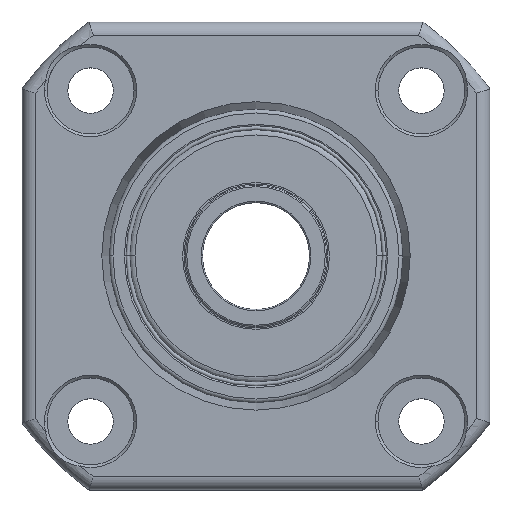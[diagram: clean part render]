
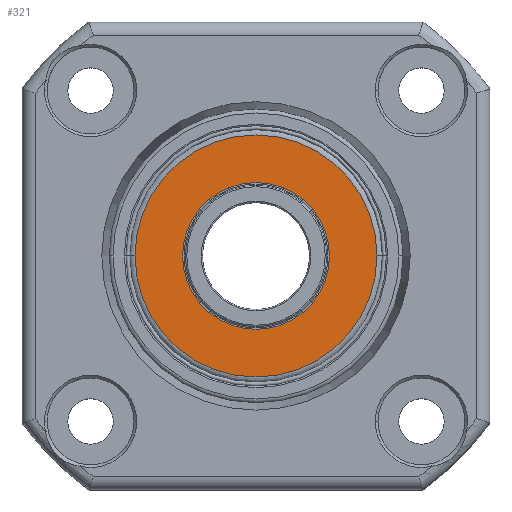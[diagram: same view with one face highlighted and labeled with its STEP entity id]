
A CAD part, top view. The second image highlights one B-rep face of the part: STEP entity #321.
In plain terms, the highlighted face is planar.
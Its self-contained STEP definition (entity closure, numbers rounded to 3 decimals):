
#321 = ADVANCED_FACE ( 'NONE', ( #641, #5962 ), #6737, .F. ) ;
#448 = ORIENTED_EDGE ( 'NONE', *, *, #6609, .T. ) ;
#499 = AXIS2_PLACEMENT_3D ( 'NONE', #3031, #6685, #3533 ) ;
#612 = CARTESIAN_POINT ( 'NONE',  ( 3.4, 0., -9.052 ) ) ;
#641 = FACE_BOUND ( 'NONE', #4680, .T. ) ;
#1164 = EDGE_LOOP ( 'NONE', ( #5872, #3046 ) ) ;
#1233 = ORIENTED_EDGE ( 'NONE', *, *, #4693, .T. ) ;
#1299 = VERTEX_POINT ( 'NONE', #2174 ) ;
#1300 = DIRECTION ( 'NONE',  ( 0., 0., -1. ) ) ;
#1961 = CIRCLE ( 'NONE', #499, 5.49 ) ;
#1979 = CARTESIAN_POINT ( 'NONE',  ( 3.4, 0., 0. ) ) ;
#2122 = VERTEX_POINT ( 'NONE', #5023 ) ;
#2174 = CARTESIAN_POINT ( 'NONE',  ( 3.4, 0., -5.49 ) ) ;
#2333 = DIRECTION ( 'NONE',  ( -1., 0., 0. ) ) ;
#2378 = DIRECTION ( 'NONE',  ( -1., 0., 0. ) ) ;
#2530 = DIRECTION ( 'NONE',  ( 0., 0., 1. ) ) ;
#2848 = VERTEX_POINT ( 'NONE', #5117 ) ;
#3031 = CARTESIAN_POINT ( 'NONE',  ( 3.4, 0., 0. ) ) ;
#3038 = CARTESIAN_POINT ( 'NONE',  ( 3.4, 0., 0. ) ) ;
#3046 = ORIENTED_EDGE ( 'NONE', *, *, #4907, .F. ) ;
#3064 = CIRCLE ( 'NONE', #6316, 9.052 ) ;
#3533 = DIRECTION ( 'NONE',  ( 0., 0., 1. ) ) ;
#3537 = DIRECTION ( 'NONE',  ( 0., 0., 1. ) ) ;
#3876 = AXIS2_PLACEMENT_3D ( 'NONE', #4495, #2378, #1300 ) ;
#4495 = CARTESIAN_POINT ( 'NONE',  ( 3.4, 0., -5.49 ) ) ;
#4680 = EDGE_LOOP ( 'NONE', ( #1233, #448 ) ) ;
#4693 = EDGE_CURVE ( 'NONE', #2122, #1299, #6415, .T. ) ;
#4907 = EDGE_CURVE ( 'NONE', #5020, #2848, #6838, .T. ) ;
#5020 = VERTEX_POINT ( 'NONE', #612 ) ;
#5023 = CARTESIAN_POINT ( 'NONE',  ( 3.4, 0., 5.49 ) ) ;
#5117 = CARTESIAN_POINT ( 'NONE',  ( 3.4, 0., 9.052 ) ) ;
#5205 = EDGE_CURVE ( 'NONE', #2848, #5020, #3064, .T. ) ;
#5501 = AXIS2_PLACEMENT_3D ( 'NONE', #1979, #5699, #2530 ) ;
#5503 = CARTESIAN_POINT ( 'NONE',  ( 3.4, 0., 0. ) ) ;
#5699 = DIRECTION ( 'NONE',  ( -1., 0., 0. ) ) ;
#5751 = AXIS2_PLACEMENT_3D ( 'NONE', #3038, #6692, #3537 ) ;
#5872 = ORIENTED_EDGE ( 'NONE', *, *, #5205, .F. ) ;
#5962 = FACE_OUTER_BOUND ( 'NONE', #1164, .T. ) ;
#6054 = DIRECTION ( 'NONE',  ( 0., 0., 1. ) ) ;
#6316 = AXIS2_PLACEMENT_3D ( 'NONE', #5503, #2333, #6054 ) ;
#6415 = CIRCLE ( 'NONE', #5501, 5.49 ) ;
#6609 = EDGE_CURVE ( 'NONE', #1299, #2122, #1961, .T. ) ;
#6685 = DIRECTION ( 'NONE',  ( -1., 0., 0. ) ) ;
#6692 = DIRECTION ( 'NONE',  ( -1., 0., 0. ) ) ;
#6737 = PLANE ( 'NONE',  #3876 ) ;
#6838 = CIRCLE ( 'NONE', #5751, 9.052 ) ;
